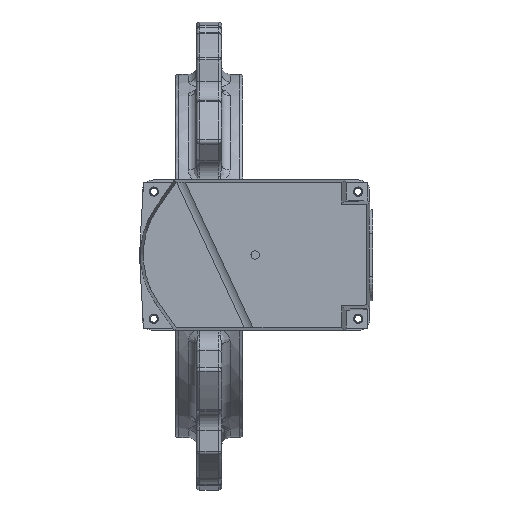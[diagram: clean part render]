
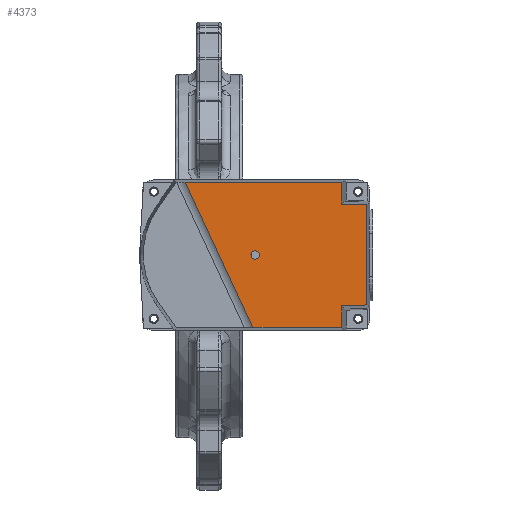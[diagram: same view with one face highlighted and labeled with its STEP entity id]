
A CAD part, top view. The second image highlights one B-rep face of the part: STEP entity #4373.
In plain terms, the highlighted planar face has unit normal (0, 0, 1).
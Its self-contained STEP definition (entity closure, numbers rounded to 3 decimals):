
#3350=FACE_BOUND('',#6764,.T.);
#3351=FACE_BOUND('',#6765,.T.);
#4373=ADVANCED_FACE('',(#3350,#3351),#4797,.T.);
#4797=PLANE('',#20782);
#6764=EDGE_LOOP('',(#13414));
#6765=EDGE_LOOP('',(#13415,#13416,#13417,#13418,#13419,#13420,#13421,#13422));
#7635=LINE('',#39674,#8430);
#7638=LINE('',#39680,#8433);
#7640=LINE('',#39684,#8435);
#7645=LINE('',#39698,#8440);
#7646=LINE('',#39700,#8441);
#7647=LINE('',#39702,#8442);
#7648=LINE('',#39704,#8443);
#7649=LINE('',#39705,#8444);
#8430=VECTOR('',#24998,1.);
#8433=VECTOR('',#25003,1.);
#8435=VECTOR('',#25007,1.);
#8440=VECTOR('',#25020,1.);
#8441=VECTOR('',#25021,1.);
#8442=VECTOR('',#25022,1.);
#8443=VECTOR('',#25023,1.);
#8444=VECTOR('',#25024,1.);
#13414=ORIENTED_EDGE('',*,*,#18060,.T.);
#13415=ORIENTED_EDGE('',*,*,#18061,.T.);
#13416=ORIENTED_EDGE('',*,*,#18062,.T.);
#13417=ORIENTED_EDGE('',*,*,#18063,.T.);
#13418=ORIENTED_EDGE('',*,*,#18064,.F.);
#13419=ORIENTED_EDGE('',*,*,#18054,.F.);
#13420=ORIENTED_EDGE('',*,*,#18052,.F.);
#13421=ORIENTED_EDGE('',*,*,#18065,.F.);
#13422=ORIENTED_EDGE('',*,*,#18049,.T.);
#15461=VERTEX_POINT('',#39673);
#15462=VERTEX_POINT('',#39675);
#15463=VERTEX_POINT('',#39679);
#15464=VERTEX_POINT('',#39681);
#15465=VERTEX_POINT('',#39685);
#15469=VERTEX_POINT('',#39697);
#15470=VERTEX_POINT('',#39699);
#15471=VERTEX_POINT('',#39701);
#15472=VERTEX_POINT('',#39703);
#18049=EDGE_CURVE('',#15462,#15461,#7635,.T.);
#18052=EDGE_CURVE('',#15463,#15464,#7638,.T.);
#18054=EDGE_CURVE('',#15464,#15465,#7640,.T.);
#18060=EDGE_CURVE('',#15469,#15469,#19047,.T.);
#18061=EDGE_CURVE('',#15461,#15470,#7645,.T.);
#18062=EDGE_CURVE('',#15470,#15471,#7646,.T.);
#18063=EDGE_CURVE('',#15471,#15472,#7647,.T.);
#18064=EDGE_CURVE('',#15465,#15472,#7648,.T.);
#18065=EDGE_CURVE('',#15462,#15463,#7649,.T.);
#19047=CIRCLE('',#20781,2.5);
#20781=AXIS2_PLACEMENT_3D('',#39696,#25018,#25019);
#20782=AXIS2_PLACEMENT_3D('',#39706,#25025,#25026);
#24998=DIRECTION('',(0.,1.,0.));
#25003=DIRECTION('',(0.,-1.,0.));
#25007=DIRECTION('',(-1.,0.,0.));
#25018=DIRECTION('',(0.,0.,-1.));
#25019=DIRECTION('',(0.,-1.,0.));
#25020=DIRECTION('',(-0.999,0.035,0.));
#25021=DIRECTION('',(0.,1.,0.));
#25022=DIRECTION('',(-1.,0.,0.));
#25023=DIRECTION('',(-0.423,0.906,0.));
#25024=DIRECTION('',(-0.999,-0.035,0.));
#25025=DIRECTION('',(0.,0.,1.));
#25026=DIRECTION('',(0.,1.,0.));
#39673=CARTESIAN_POINT('',(94.298,29.856,277.));
#39674=CARTESIAN_POINT('',(94.298,-31.5,277.));
#39675=CARTESIAN_POINT('',(94.298,-29.856,277.));
#39679=CARTESIAN_POINT('',(79.298,-30.38,277.));
#39680=CARTESIAN_POINT('',(79.298,-32.024,277.));
#39681=CARTESIAN_POINT('',(79.298,-43.298,277.));
#39684=CARTESIAN_POINT('',(9.,-43.298,277.));
#39685=CARTESIAN_POINT('',(26.169,-43.298,277.));
#39696=CARTESIAN_POINT('',(27.5,0.,277.));
#39697=CARTESIAN_POINT('',(27.5,-2.5,277.));
#39698=CARTESIAN_POINT('',(95.941,29.799,277.));
#39699=CARTESIAN_POINT('',(79.298,30.38,277.));
#39700=CARTESIAN_POINT('',(79.298,0.,277.));
#39701=CARTESIAN_POINT('',(79.298,43.298,277.));
#39702=CARTESIAN_POINT('',(81.,43.298,277.));
#39703=CARTESIAN_POINT('',(-14.212,43.298,277.));
#39704=CARTESIAN_POINT('',(28.714,-48.757,277.));
#39705=CARTESIAN_POINT('',(10.145,-32.795,277.));
#39706=CARTESIAN_POINT('',(9.,0.,277.));
